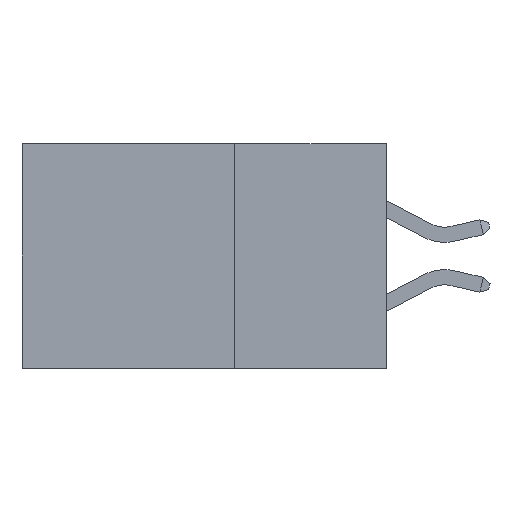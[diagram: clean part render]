
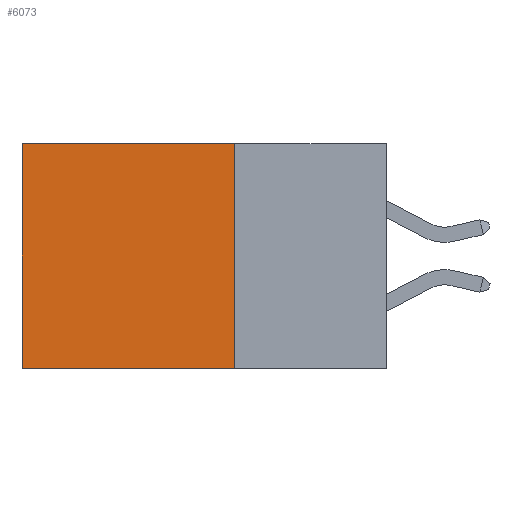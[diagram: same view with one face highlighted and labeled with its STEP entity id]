
A CAD part, left-side view. The second image highlights one B-rep face of the part: STEP entity #6073.
In plain terms, the highlighted planar face has unit normal (-1, 0, 0).
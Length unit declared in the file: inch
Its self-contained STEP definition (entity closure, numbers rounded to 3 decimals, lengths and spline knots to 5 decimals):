
#522 = PLANE ( 'NONE',  #15197 ) ;
#1403 = EDGE_CURVE ( 'NONE', #22478, #16535, #24722, .T. ) ;
#1802 = ORIENTED_EDGE ( 'NONE', *, *, #9387, .F. ) ;
#2585 = DIRECTION ( 'NONE',  ( 0., 0., -1. ) ) ;
#3725 = FACE_OUTER_BOUND ( 'NONE', #8877, .T. ) ;
#4233 = VECTOR ( 'NONE', #19251, 39.37008 ) ;
#6073 = ADVANCED_FACE ( 'NONE', ( #3725 ), #522, .F. ) ;
#8877 = EDGE_LOOP ( 'NONE', ( #14495, #1802, #21877, #10657 ) ) ;
#8900 = EDGE_CURVE ( 'NONE', #25344, #10187, #9196, .T. ) ;
#9196 = LINE ( 'NONE', #13563, #4233 ) ;
#9387 = EDGE_CURVE ( 'NONE', #16535, #10187, #13523, .T. ) ;
#10187 = VERTEX_POINT ( 'NONE', #14499 ) ;
#10386 = VECTOR ( 'NONE', #27159, 39.37008 ) ;
#10657 = ORIENTED_EDGE ( 'NONE', *, *, #13397, .T. ) ;
#12427 = CARTESIAN_POINT ( 'NONE',  ( 0.298, 0.25, 0. ) ) ;
#13397 = EDGE_CURVE ( 'NONE', #22478, #25344, #14417, .T. ) ;
#13523 = LINE ( 'NONE', #17399, #19875 ) ;
#13563 = CARTESIAN_POINT ( 'NONE',  ( 0.298, 0.6, 0. ) ) ;
#14202 = CARTESIAN_POINT ( 'NONE',  ( 0.298, 0.25, 0. ) ) ;
#14417 = LINE ( 'NONE', #14202, #10386 ) ;
#14495 = ORIENTED_EDGE ( 'NONE', *, *, #8900, .T. ) ;
#14499 = CARTESIAN_POINT ( 'NONE',  ( 0.298, 0.6, -0.37 ) ) ;
#15197 = AXIS2_PLACEMENT_3D ( 'NONE', #17680, #24316, #2585 ) ;
#15494 = CARTESIAN_POINT ( 'NONE',  ( 0.298, 0.25, -0.37 ) ) ;
#16535 = VERTEX_POINT ( 'NONE', #15494 ) ;
#17387 = VECTOR ( 'NONE', #19585, 39.37008 ) ;
#17399 = CARTESIAN_POINT ( 'NONE',  ( 0.298, 0.25, -0.37 ) ) ;
#17680 = CARTESIAN_POINT ( 'NONE',  ( 0.298, 0.25, 0. ) ) ;
#19251 = DIRECTION ( 'NONE',  ( 0., 0., -1. ) ) ;
#19585 = DIRECTION ( 'NONE',  ( 0., 0., -1. ) ) ;
#19875 = VECTOR ( 'NONE', #23846, 39.37008 ) ;
#21199 = CARTESIAN_POINT ( 'NONE',  ( 0.298, 0.25, 0. ) ) ;
#21877 = ORIENTED_EDGE ( 'NONE', *, *, #1403, .F. ) ;
#22478 = VERTEX_POINT ( 'NONE', #21199 ) ;
#23846 = DIRECTION ( 'NONE',  ( 0., 1., 0. ) ) ;
#24316 = DIRECTION ( 'NONE',  ( 1., 0., 0. ) ) ;
#24722 = LINE ( 'NONE', #12427, #17387 ) ;
#25344 = VERTEX_POINT ( 'NONE', #25473 ) ;
#25473 = CARTESIAN_POINT ( 'NONE',  ( 0.298, 0.6, 0. ) ) ;
#27159 = DIRECTION ( 'NONE',  ( 0., 1., 0. ) ) ;
